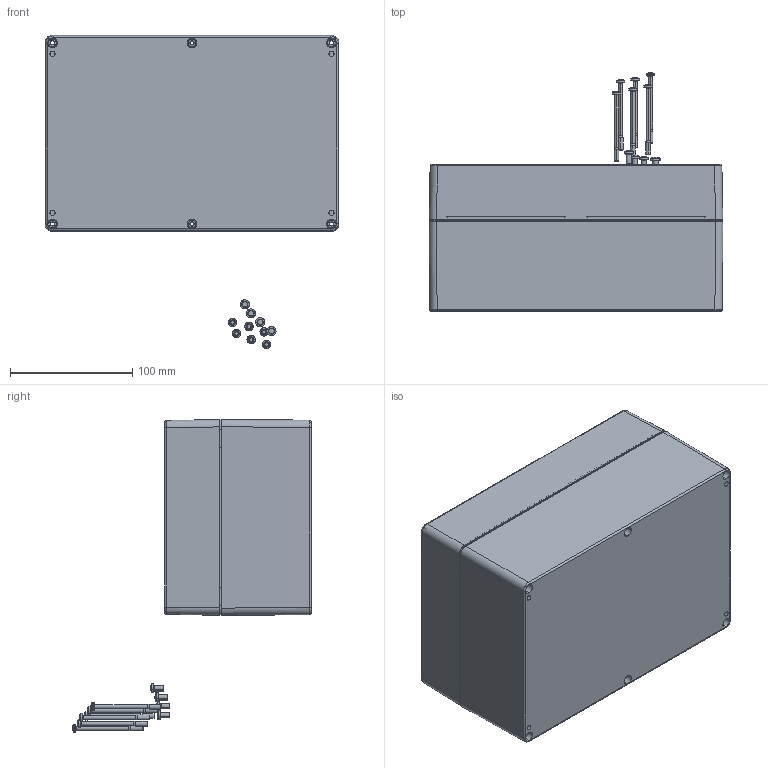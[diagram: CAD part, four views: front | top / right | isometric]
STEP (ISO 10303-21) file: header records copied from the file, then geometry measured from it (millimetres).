
FILE_DESCRIPTION (( 'STEP AP214' ), '1' );
FILE_NAME ('03162412.STEP', '2008-10-01T11:26:26', ( ' ' ), ( '' ), 'SwSTEP 2.0', 'SolidWorks 2008', '' );
FILE_SCHEMA (( 'AUTOMOTIVE_DESIGN' ));
Length unit declared in the file: millimetre
Products named in the file (9): 82002_im Deckel eingebaut; 31090-Einpressbuchse_Standard; 32872_Standard; 51009_Standard; 93214_WN1442 D4,5x7,8; 5200.014.0_Standard; 03162412; 31087_Standard
Assembly tree (21 placements, depth 3):
  03162412
    31087_Standard
      31090-Einpressbuchse_Standard  x6
      31087_Standard
    32872_Standard
    82002_im Deckel eingebaut
    51009_Standard
      93214_WN1442 D4,5x7,8  x4
      5200.014.0_Standard  x6
Bounding box: 240.25 x 195.12 x 256 mm (x, y, z)
Volume: 607192.6 mm3; surface area: 377282.4 mm2
Topology: 19 solids, 19 shells, 1980 faces, 4858 edges, 2978 vertices
Faces by surface type: plane 841, cylinder 369, bspline 316, cone 276, torus 166, sphere 12
Entity records: 53182 total; most frequent: CARTESIAN_POINT 23986, ORIENTED_EDGE 6384, DIRECTION 5590, EDGE_CURVE 3192, AXIS2_PLACEMENT_3D 2084, VERTEX_POINT 1916, EDGE_LOOP 1434, LINE 1422
